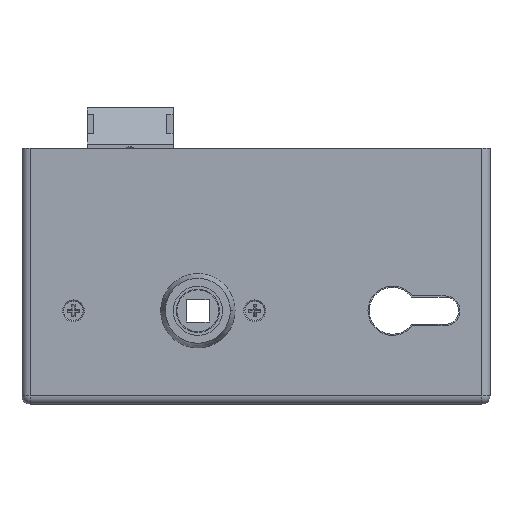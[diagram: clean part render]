
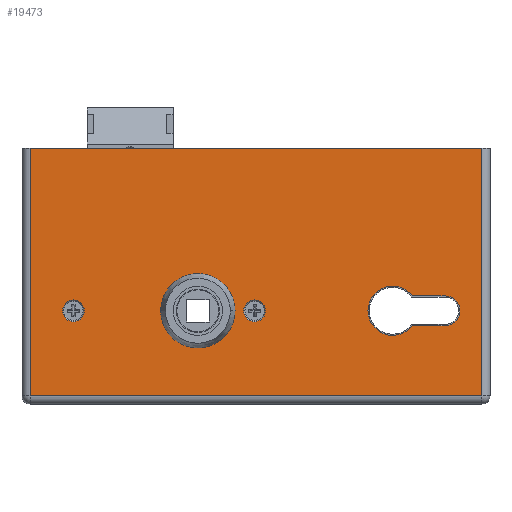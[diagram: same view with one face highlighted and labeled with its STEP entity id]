
A CAD part, left-side view. The second image highlights one B-rep face of the part: STEP entity #19473.
In plain terms, the highlighted planar face has unit normal (-1, 0, 0).
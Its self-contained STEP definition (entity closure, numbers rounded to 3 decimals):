
#20 = CIRCLE ( 'NONE', #578, 9.1 ) ;
#68 = DIRECTION ( 'NONE',  ( 1., 0., 0. ) ) ;
#244 = ORIENTED_EDGE ( 'NONE', *, *, #4369, .F. ) ;
#361 = VECTOR ( 'NONE', #17269, 1000. ) ;
#578 = AXIS2_PLACEMENT_3D ( 'NONE', #16477, #17918, #8647 ) ;
#602 = CARTESIAN_POINT ( 'NONE',  ( -15., -57.75, -18.25 ) ) ;
#732 = CIRCLE ( 'NONE', #19160, 4. ) ;
#1056 = DIRECTION ( 'NONE',  ( 0., -1., 0. ) ) ;
#1100 = AXIS2_PLACEMENT_3D ( 'NONE', #5129, #19321, #6760 ) ;
#1393 = CARTESIAN_POINT ( 'NONE',  ( -15., 21.5, -12.75 ) ) ;
#1406 = VERTEX_POINT ( 'NONE', #19012 ) ;
#1421 = VERTEX_POINT ( 'NONE', #3205 ) ;
#1656 = CIRCLE ( 'NONE', #20154, 4. ) ;
#1675 = EDGE_CURVE ( 'NONE', #18783, #8290, #3478, .T. ) ;
#1776 = CARTESIAN_POINT ( 'NONE',  ( -15., -41.4, -12.75 ) ) ;
#1922 = ORIENTED_EDGE ( 'NONE', *, *, #3571, .F. ) ;
#2000 = LINE ( 'NONE', #18329, #11092 ) ;
#2015 = CARTESIAN_POINT ( 'NONE',  ( -15., -83.5, 47.25 ) ) ;
#2127 = FACE_OUTER_BOUND ( 'NONE', #15409, .T. ) ;
#2340 = CARTESIAN_POINT ( 'NONE',  ( -15., -83.5, 47.25 ) ) ;
#2522 = CARTESIAN_POINT ( 'NONE',  ( -15., 67.5, -8.75 ) ) ;
#2700 = ORIENTED_EDGE ( 'NONE', *, *, #10078, .F. ) ;
#2898 = ORIENTED_EDGE ( 'NONE', *, *, #7784, .T. ) ;
#2975 = PLANE ( 'NONE',  #17174 ) ;
#3099 = FACE_BOUND ( 'NONE', #15333, .T. ) ;
#3205 = CARTESIAN_POINT ( 'NONE',  ( -15., 31.75, -12.75 ) ) ;
#3478 = CIRCLE ( 'NONE', #12647, 4. ) ;
#3571 = EDGE_CURVE ( 'NONE', #15504, #15707, #732, .T. ) ;
#4093 = ORIENTED_EDGE ( 'NONE', *, *, #13206, .T. ) ;
#4135 = DIRECTION ( 'NONE',  ( 0., 0., -1. ) ) ;
#4144 = CARTESIAN_POINT ( 'NONE',  ( -15., -69.9, -7.25 ) ) ;
#4147 = VERTEX_POINT ( 'NONE', #5326 ) ;
#4349 = FACE_BOUND ( 'NONE', #16170, .T. ) ;
#4369 = EDGE_CURVE ( 'NONE', #8290, #18783, #7354, .T. ) ;
#4397 = ORIENTED_EDGE ( 'NONE', *, *, #1675, .F. ) ;
#4820 = DIRECTION ( 'NONE',  ( 0., 1., 0. ) ) ;
#4900 = CARTESIAN_POINT ( 'NONE',  ( -15., 0.5, -8.75 ) ) ;
#5098 = FACE_BOUND ( 'NONE', #9180, .T. ) ;
#5115 = EDGE_LOOP ( 'NONE', ( #9518, #13607 ) ) ;
#5129 = CARTESIAN_POINT ( 'NONE',  ( -15., 21.5, -12.75 ) ) ;
#5326 = CARTESIAN_POINT ( 'NONE',  ( -15., 11.25, -12.75 ) ) ;
#5514 = VERTEX_POINT ( 'NONE', #2340 ) ;
#5542 = LINE ( 'NONE', #8127, #7478 ) ;
#5645 = DIRECTION ( 'NONE',  ( 0., 0., 1. ) ) ;
#6145 = CARTESIAN_POINT ( 'NONE',  ( -15., -69.9, -12.75 ) ) ;
#6355 = ORIENTED_EDGE ( 'NONE', *, *, #9650, .F. ) ;
#6760 = DIRECTION ( 'NONE',  ( 0., 1., 0. ) ) ;
#6899 = CARTESIAN_POINT ( 'NONE',  ( -15., 83.5, 47.25 ) ) ;
#6943 = AXIS2_PLACEMENT_3D ( 'NONE', #1393, #68, #9307 ) ;
#6953 = EDGE_CURVE ( 'NONE', #4147, #1421, #20125, .T. ) ;
#7230 = EDGE_CURVE ( 'NONE', #16993, #1406, #10190, .T. ) ;
#7241 = ORIENTED_EDGE ( 'NONE', *, *, #13128, .T. ) ;
#7354 = CIRCLE ( 'NONE', #14415, 4. ) ;
#7478 = VECTOR ( 'NONE', #12815, 1000. ) ;
#7784 = EDGE_CURVE ( 'NONE', #1406, #15665, #5542, .T. ) ;
#8127 = CARTESIAN_POINT ( 'NONE',  ( -15., -57.75, -18.25 ) ) ;
#8160 = VECTOR ( 'NONE', #8423, 1000. ) ;
#8209 = VERTEX_POINT ( 'NONE', #19024 ) ;
#8290 = VERTEX_POINT ( 'NONE', #14208 ) ;
#8352 = DIRECTION ( 'NONE',  ( -1., 0., 0. ) ) ;
#8423 = DIRECTION ( 'NONE',  ( 0., 0., 1. ) ) ;
#8426 = VECTOR ( 'NONE', #1056, 1000. ) ;
#8528 = CARTESIAN_POINT ( 'NONE',  ( -15., 0.5, -16.75 ) ) ;
#8647 = DIRECTION ( 'NONE',  ( 0., 1., 0. ) ) ;
#8756 = ORIENTED_EDGE ( 'NONE', *, *, #10810, .T. ) ;
#8978 = EDGE_CURVE ( 'NONE', #20228, #8209, #14355, .T. ) ;
#8984 = VECTOR ( 'NONE', #14787, 1000. ) ;
#9180 = EDGE_LOOP ( 'NONE', ( #1922, #6355 ) ) ;
#9223 = CIRCLE ( 'NONE', #6943, 10.25 ) ;
#9307 = DIRECTION ( 'NONE',  ( 0., 1., 0. ) ) ;
#9381 = DIRECTION ( 'NONE',  ( 0., 1., 0. ) ) ;
#9518 = ORIENTED_EDGE ( 'NONE', *, *, #10430, .T. ) ;
#9650 = EDGE_CURVE ( 'NONE', #15707, #15504, #1656, .T. ) ;
#9932 = CIRCLE ( 'NONE', #17023, 9.1 ) ;
#10078 = EDGE_CURVE ( 'NONE', #20142, #5514, #12900, .T. ) ;
#10190 = CIRCLE ( 'NONE', #13367, 5.5 ) ;
#10430 = EDGE_CURVE ( 'NONE', #1421, #4147, #9223, .T. ) ;
#10772 = DIRECTION ( 'NONE',  ( 0., 1., 0. ) ) ;
#10810 = EDGE_CURVE ( 'NONE', #13005, #16993, #11679, .T. ) ;
#11036 = DIRECTION ( 'NONE',  ( 1., 0., 0. ) ) ;
#11092 = VECTOR ( 'NONE', #4135, 1000. ) ;
#11439 = DIRECTION ( 'NONE',  ( 0., 0., 1. ) ) ;
#11679 = LINE ( 'NONE', #14635, #8984 ) ;
#11735 = CARTESIAN_POINT ( 'NONE',  ( -15., 67.5, -12.75 ) ) ;
#12231 = CARTESIAN_POINT ( 'NONE',  ( -15., -50.5, -12.75 ) ) ;
#12647 = AXIS2_PLACEMENT_3D ( 'NONE', #11735, #13270, #11439 ) ;
#12809 = EDGE_CURVE ( 'NONE', #8209, #5514, #19285, .T. ) ;
#12815 = DIRECTION ( 'NONE',  ( 0., 1., 0. ) ) ;
#12900 = LINE ( 'NONE', #20242, #361 ) ;
#13005 = VERTEX_POINT ( 'NONE', #15383 ) ;
#13128 = EDGE_CURVE ( 'NONE', #15665, #20000, #20, .T. ) ;
#13206 = EDGE_CURVE ( 'NONE', #20142, #20228, #2000, .T. ) ;
#13270 = DIRECTION ( 'NONE',  ( -1., 0., 0. ) ) ;
#13367 = AXIS2_PLACEMENT_3D ( 'NONE', #6145, #14280, #4820 ) ;
#13573 = CARTESIAN_POINT ( 'NONE',  ( -15., 67.5, -12.75 ) ) ;
#13607 = ORIENTED_EDGE ( 'NONE', *, *, #6953, .T. ) ;
#13772 = DIRECTION ( 'NONE',  ( 1., 0., 0. ) ) ;
#14208 = CARTESIAN_POINT ( 'NONE',  ( -15., 67.5, -16.75 ) ) ;
#14280 = DIRECTION ( 'NONE',  ( 1., 0., 0. ) ) ;
#14355 = LINE ( 'NONE', #14989, #8426 ) ;
#14415 = AXIS2_PLACEMENT_3D ( 'NONE', #13573, #17022, #20204 ) ;
#14490 = ORIENTED_EDGE ( 'NONE', *, *, #18765, .T. ) ;
#14635 = CARTESIAN_POINT ( 'NONE',  ( -15., -69.9, -7.25 ) ) ;
#14787 = DIRECTION ( 'NONE',  ( 0., -1., 0. ) ) ;
#14916 = ORIENTED_EDGE ( 'NONE', *, *, #12809, .T. ) ;
#14989 = CARTESIAN_POINT ( 'NONE',  ( -15., 86.5, -44.25 ) ) ;
#15073 = CARTESIAN_POINT ( 'NONE',  ( -15., 0.5, -12.75 ) ) ;
#15333 = EDGE_LOOP ( 'NONE', ( #4397, #244 ) ) ;
#15383 = CARTESIAN_POINT ( 'NONE',  ( -15., -57.75, -7.25 ) ) ;
#15409 = EDGE_LOOP ( 'NONE', ( #17847, #14916, #2700, #4093 ) ) ;
#15504 = VERTEX_POINT ( 'NONE', #4900 ) ;
#15665 = VERTEX_POINT ( 'NONE', #602 ) ;
#15707 = VERTEX_POINT ( 'NONE', #8528 ) ;
#15815 = CARTESIAN_POINT ( 'NONE',  ( -15., 86.5, 47.25 ) ) ;
#16170 = EDGE_LOOP ( 'NONE', ( #8756, #17547, #2898, #7241, #14490 ) ) ;
#16477 = CARTESIAN_POINT ( 'NONE',  ( -15., -50.5, -12.75 ) ) ;
#16592 = DIRECTION ( 'NONE',  ( -1., 0., 0. ) ) ;
#16993 = VERTEX_POINT ( 'NONE', #4144 ) ;
#17022 = DIRECTION ( 'NONE',  ( -1., 0., 0. ) ) ;
#17023 = AXIS2_PLACEMENT_3D ( 'NONE', #12231, #13772, #10772 ) ;
#17174 = AXIS2_PLACEMENT_3D ( 'NONE', #15815, #11036, #9381 ) ;
#17269 = DIRECTION ( 'NONE',  ( 0., -1., 0. ) ) ;
#17547 = ORIENTED_EDGE ( 'NONE', *, *, #7230, .T. ) ;
#17671 = FACE_BOUND ( 'NONE', #5115, .T. ) ;
#17801 = CARTESIAN_POINT ( 'NONE',  ( -15., 0.5, -12.75 ) ) ;
#17847 = ORIENTED_EDGE ( 'NONE', *, *, #8978, .T. ) ;
#17918 = DIRECTION ( 'NONE',  ( 1., 0., 0. ) ) ;
#18329 = CARTESIAN_POINT ( 'NONE',  ( -15., 83.5, 47.25 ) ) ;
#18765 = EDGE_CURVE ( 'NONE', #20000, #13005, #9932, .T. ) ;
#18783 = VERTEX_POINT ( 'NONE', #2522 ) ;
#19012 = CARTESIAN_POINT ( 'NONE',  ( -15., -69.9, -18.25 ) ) ;
#19024 = CARTESIAN_POINT ( 'NONE',  ( -15., -83.5, -44.25 ) ) ;
#19160 = AXIS2_PLACEMENT_3D ( 'NONE', #17801, #8352, #19404 ) ;
#19285 = LINE ( 'NONE', #2015, #8160 ) ;
#19321 = DIRECTION ( 'NONE',  ( 1., 0., 0. ) ) ;
#19404 = DIRECTION ( 'NONE',  ( 0., 0., 1. ) ) ;
#19473 = ADVANCED_FACE ( 'NONE', ( #2127, #17671, #4349, #3099, #5098 ), #2975, .F. ) ;
#19851 = CARTESIAN_POINT ( 'NONE',  ( -15., 83.5, -44.25 ) ) ;
#20000 = VERTEX_POINT ( 'NONE', #1776 ) ;
#20125 = CIRCLE ( 'NONE', #1100, 10.25 ) ;
#20142 = VERTEX_POINT ( 'NONE', #6899 ) ;
#20154 = AXIS2_PLACEMENT_3D ( 'NONE', #15073, #16592, #5645 ) ;
#20204 = DIRECTION ( 'NONE',  ( 0., 0., 1. ) ) ;
#20228 = VERTEX_POINT ( 'NONE', #19851 ) ;
#20242 = CARTESIAN_POINT ( 'NONE',  ( -15., 86.5, 47.25 ) ) ;
